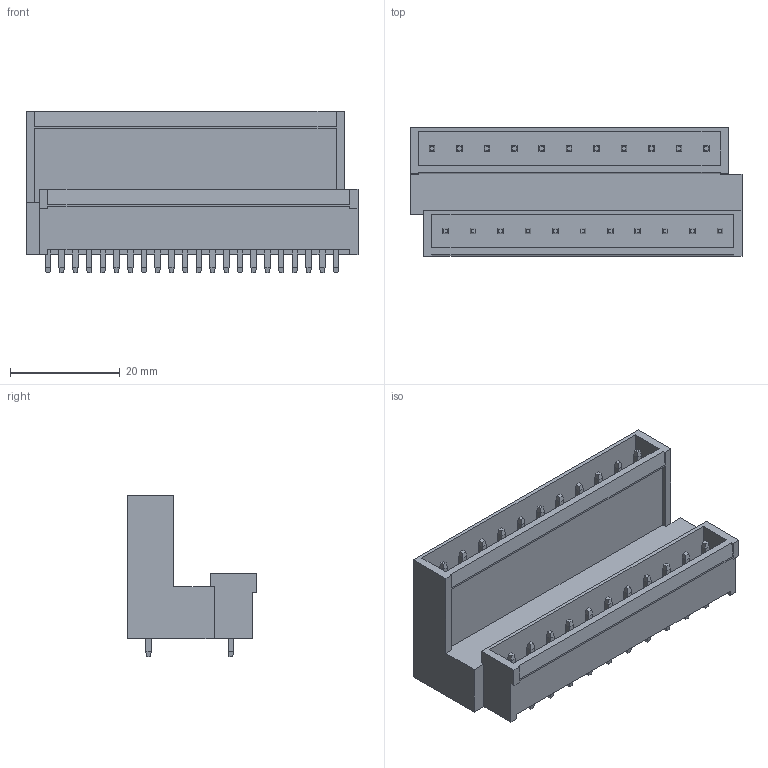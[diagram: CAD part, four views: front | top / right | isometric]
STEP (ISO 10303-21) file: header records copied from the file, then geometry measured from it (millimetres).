
FILE_DESCRIPTION(('CATIA V5 STEP Exchange','CAx-IF Rec.Pracs.--- Model Styling and Organization---1.2---2011-12-15'),'2;1');
FILE_NAME ('D1458346_0_1882750000_1882750000.stp','2018-11-29T17:18:09+00:00',('none'),('Weidmueller'),'CATIA Version 5-6 Release 2014','CATIA V5 STEP AP214','none');
FILE_SCHEMA(('AUTOMOTIVE_DESIGN { 1 0 10303 214 1 1 1 1 }'));
Length unit declared in the file: millimetre
Products named in the file (1): 1882750000
Bounding box: 60.5 x 23.43 x 29.36 mm (x, y, z)
Volume: 14722.3 mm3; surface area: 11774.5 mm2
Topology: 23 solids, 23 shells, 446 faces, 1017 edges, 619 vertices
Faces by surface type: plane 446
Entity records: 10958 total; most frequent: ORIENTED_EDGE 2034, CARTESIAN_POINT 1956, DIRECTION 1391, EDGE_CURVE 1017, VECTOR 929, LINE 929, VERTEX_POINT 619, EDGE_LOOP 492
